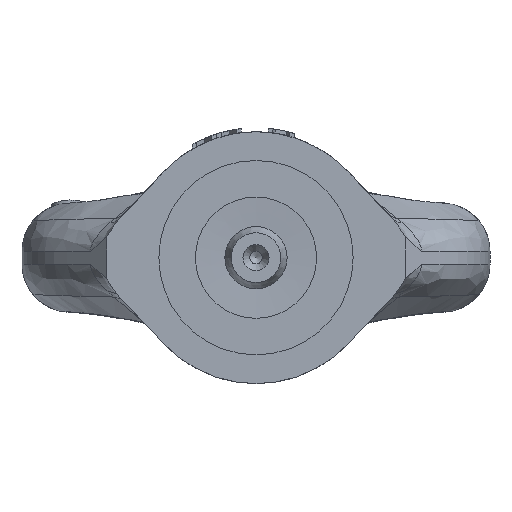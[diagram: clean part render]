
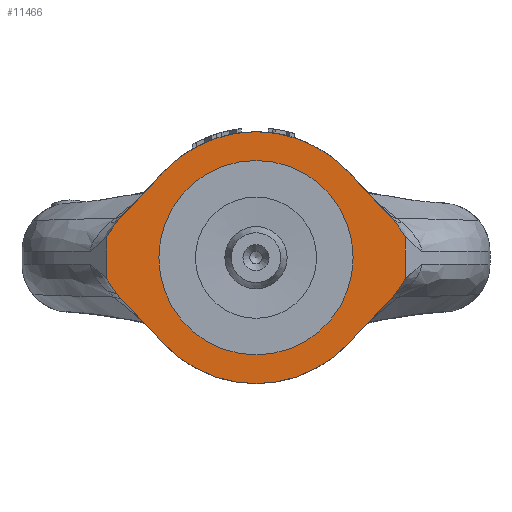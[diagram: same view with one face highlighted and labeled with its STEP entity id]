
A CAD part, front view. The second image highlights one B-rep face of the part: STEP entity #11466.
In plain terms, the highlighted planar face has unit normal (0, -1, 0).
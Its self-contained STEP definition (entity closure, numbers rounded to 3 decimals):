
#565=LINE('',#22585,#1132);
#571=LINE('',#22858,#1138);
#573=LINE('',#24542,#1140);
#574=LINE('',#24543,#1141);
#575=LINE('',#24544,#1142);
#581=LINE('',#25602,#1148);
#583=LINE('',#25844,#1150);
#587=LINE('',#27542,#1154);
#588=LINE('',#27543,#1155);
#589=LINE('',#27544,#1156);
#1132=VECTOR('',#13739,10.);
#1138=VECTOR('',#13751,10.);
#1140=VECTOR('',#13801,10.);
#1141=VECTOR('',#13802,10.);
#1142=VECTOR('',#13803,10.);
#1148=VECTOR('',#13847,10.);
#1150=VECTOR('',#13855,10.);
#1154=VECTOR('',#13907,10.);
#1155=VECTOR('',#13908,10.);
#1156=VECTOR('',#13909,10.);
#1538=PLANE('',#12290);
#1708=FACE_BOUND('',#2907,.T.);
#2192=FACE_OUTER_BOUND('',#2906,.T.);
#2906=EDGE_LOOP('',(#9441,#9442,#9443,#9444,#9445,#9446,#9447,#9448,#9449,
#9450,#9451,#9452,#9453,#9454,#9455,#9456,#9457,#9458,#9459,#9460));
#2907=EDGE_LOOP('',(#9461));
#3347=CIRCLE('',#12191,12.5);
#3356=CIRCLE('',#12209,6.15);
#3359=CIRCLE('',#12215,6.15);
#3386=CIRCLE('',#12255,6.15);
#3389=CIRCLE('',#12261,6.15);
#3406=CIRCLE('',#12287,16.2);
#3407=CIRCLE('',#12289,16.2);
#3997=B_SPLINE_CURVE_WITH_KNOTS('',3,(#22159,#22160,#22161,#22162),
 .UNSPECIFIED.,.F.,.F.,(4,4),(0.,0.199),.UNSPECIFIED.);
#4010=B_SPLINE_CURVE_WITH_KNOTS('',3,(#22756,#22757,#22758,#22759,#22760,
#22761),.UNSPECIFIED.,.F.,.F.,(4,2,4),(0.822,0.919,
1.046),.UNSPECIFIED.);
#4067=B_SPLINE_CURVE_WITH_KNOTS('',3,(#25184,#25185,#25186,#25187),
 .UNSPECIFIED.,.F.,.F.,(4,4),(0.,0.199),.UNSPECIFIED.);
#4078=B_SPLINE_CURVE_WITH_KNOTS('',3,(#25756,#25757,#25758,#25759,#25760,
#25761),.UNSPECIFIED.,.F.,.F.,(4,2,4),(0.822,0.919,
1.046),.UNSPECIFIED.);
#4860=VERTEX_POINT('',#21780);
#4883=VERTEX_POINT('',#22149);
#4884=VERTEX_POINT('',#22158);
#4892=VERTEX_POINT('',#22580);
#4893=VERTEX_POINT('',#22584);
#4900=VERTEX_POINT('',#22754);
#4901=VERTEX_POINT('',#22755);
#4908=VERTEX_POINT('',#22855);
#4909=VERTEX_POINT('',#22857);
#4929=VERTEX_POINT('',#24540);
#4930=VERTEX_POINT('',#24541);
#4948=VERTEX_POINT('',#25149);
#4951=VERTEX_POINT('',#25176);
#4957=VERTEX_POINT('',#25580);
#4961=VERTEX_POINT('',#25600);
#4965=VERTEX_POINT('',#25754);
#4966=VERTEX_POINT('',#25755);
#4970=VERTEX_POINT('',#25841);
#4971=VERTEX_POINT('',#25843);
#4994=VERTEX_POINT('',#27540);
#4995=VERTEX_POINT('',#27541);
#6303=EDGE_CURVE('',#4860,#4860,#3347,.T.);
#6333=EDGE_CURVE('',#4884,#4883,#3997,.T.);
#6345=EDGE_CURVE('',#4884,#4892,#3356,.T.);
#6347=EDGE_CURVE('',#4892,#4893,#565,.T.);
#6355=EDGE_CURVE('',#4900,#4901,#4010,.F.);
#6366=EDGE_CURVE('',#4908,#4909,#571,.T.);
#6368=EDGE_CURVE('',#4909,#4900,#3359,.T.);
#6425=EDGE_CURVE('',#4929,#4930,#573,.T.);
#6426=EDGE_CURVE('',#4883,#4930,#574,.T.);
#6427=EDGE_CURVE('',#4901,#4929,#575,.F.);
#6458=EDGE_CURVE('',#4951,#4948,#4067,.T.);
#6468=EDGE_CURVE('',#4951,#4957,#3386,.T.);
#6473=EDGE_CURVE('',#4957,#4961,#581,.T.);
#6477=EDGE_CURVE('',#4965,#4966,#4078,.F.);
#6485=EDGE_CURVE('',#4971,#4970,#583,.T.);
#6490=EDGE_CURVE('',#4970,#4965,#3389,.T.);
#6547=EDGE_CURVE('',#4994,#4995,#587,.T.);
#6548=EDGE_CURVE('',#4966,#4994,#588,.F.);
#6549=EDGE_CURVE('',#4948,#4995,#589,.T.);
#6554=EDGE_CURVE('',#4908,#4971,#3406,.T.);
#6555=EDGE_CURVE('',#4961,#4893,#3407,.T.);
#9441=ORIENTED_EDGE('',*,*,#6554,.T.);
#9442=ORIENTED_EDGE('',*,*,#6485,.T.);
#9443=ORIENTED_EDGE('',*,*,#6490,.T.);
#9444=ORIENTED_EDGE('',*,*,#6477,.T.);
#9445=ORIENTED_EDGE('',*,*,#6548,.T.);
#9446=ORIENTED_EDGE('',*,*,#6547,.T.);
#9447=ORIENTED_EDGE('',*,*,#6549,.F.);
#9448=ORIENTED_EDGE('',*,*,#6458,.F.);
#9449=ORIENTED_EDGE('',*,*,#6468,.T.);
#9450=ORIENTED_EDGE('',*,*,#6473,.T.);
#9451=ORIENTED_EDGE('',*,*,#6555,.T.);
#9452=ORIENTED_EDGE('',*,*,#6347,.F.);
#9453=ORIENTED_EDGE('',*,*,#6345,.F.);
#9454=ORIENTED_EDGE('',*,*,#6333,.T.);
#9455=ORIENTED_EDGE('',*,*,#6426,.T.);
#9456=ORIENTED_EDGE('',*,*,#6425,.F.);
#9457=ORIENTED_EDGE('',*,*,#6427,.F.);
#9458=ORIENTED_EDGE('',*,*,#6355,.F.);
#9459=ORIENTED_EDGE('',*,*,#6368,.F.);
#9460=ORIENTED_EDGE('',*,*,#6366,.F.);
#9461=ORIENTED_EDGE('',*,*,#6303,.T.);
#11466=ADVANCED_FACE('',(#2192,#1708),#1538,.T.);
#12191=AXIS2_PLACEMENT_3D('',#21781,#13694,#13695);
#12209=AXIS2_PLACEMENT_3D('',#22581,#13734,#13735);
#12215=AXIS2_PLACEMENT_3D('',#22861,#13755,#13756);
#12255=AXIS2_PLACEMENT_3D('',#25582,#13841,#13842);
#12261=AXIS2_PLACEMENT_3D('',#25861,#13861,#13862);
#12287=AXIS2_PLACEMENT_3D('',#27820,#13916,#13917);
#12289=AXIS2_PLACEMENT_3D('',#27822,#13920,#13921);
#12290=AXIS2_PLACEMENT_3D('',#27823,#13922,#13923);
#13694=DIRECTION('center_axis',(0.,1.,0.));
#13695=DIRECTION('ref_axis',(-1.,0.,0.));
#13734=DIRECTION('center_axis',(0.,1.,0.));
#13735=DIRECTION('ref_axis',(1.,0.,0.));
#13739=DIRECTION('',(-0.688,0.,-0.725));
#13751=DIRECTION('',(0.688,0.,-0.725));
#13755=DIRECTION('center_axis',(0.,1.,0.));
#13756=DIRECTION('ref_axis',(-1.,0.,0.));
#13801=DIRECTION('',(0.,0.,-1.));
#13802=DIRECTION('',(0.,0.,1.));
#13803=DIRECTION('',(0.,0.,1.));
#13841=DIRECTION('center_axis',(0.,-1.,0.));
#13842=DIRECTION('ref_axis',(-1.,0.,0.));
#13847=DIRECTION('',(0.688,0.,-0.725));
#13855=DIRECTION('',(-0.688,0.,-0.725));
#13861=DIRECTION('center_axis',(0.,-1.,0.));
#13862=DIRECTION('ref_axis',(1.,0.,0.));
#13907=DIRECTION('',(0.,0.,-1.));
#13908=DIRECTION('',(0.,0.,1.));
#13909=DIRECTION('',(0.,0.,1.));
#13916=DIRECTION('center_axis',(0.,-1.,0.));
#13917=DIRECTION('ref_axis',(0.,0.,
1.));
#13920=DIRECTION('center_axis',(0.,-1.,0.));
#13921=DIRECTION('ref_axis',(0.,0.,
1.));
#13922=DIRECTION('center_axis',(0.,-1.,0.));
#13923=DIRECTION('ref_axis',(0.,0.,-1.));
#21780=CARTESIAN_POINT('',(12.5,-35.3,0.));
#21781=CARTESIAN_POINT('Origin',(0.,-35.3,0.));
#22149=CARTESIAN_POINT('',(19.2,-35.3,-2.741));
#22158=CARTESIAN_POINT('',(18.129,-35.3,-4.318));
#22159=CARTESIAN_POINT('Ctrl Pts',(18.129,-35.3,-4.318));
#22160=CARTESIAN_POINT('Ctrl Pts',(18.503,-35.3,-3.77));
#22161=CARTESIAN_POINT('Ctrl Pts',(18.889,-35.3,-3.257));
#22162=CARTESIAN_POINT('Ctrl Pts',(19.2,-35.3,-2.741));
#22580=CARTESIAN_POINT('',(17.51,-35.3,-5.084));
#22581=CARTESIAN_POINT('Origin',(13.05,-35.3,-0.85));
#22584=CARTESIAN_POINT('',(11.749,-35.3,-11.153));
#22585=CARTESIAN_POINT('',(17.51,-35.3,-5.084));
#22754=CARTESIAN_POINT('',(18.194,-35.3,4.22));
#22755=CARTESIAN_POINT('',(19.2,-35.3,2.712));
#22756=CARTESIAN_POINT('Ctrl Pts',(19.2,-35.3,2.712));
#22757=CARTESIAN_POINT('Ctrl Pts',(19.071,-35.3,2.925));
#22758=CARTESIAN_POINT('Ctrl Pts',(18.929,-35.3,3.139));
#22759=CARTESIAN_POINT('Ctrl Pts',(18.591,-35.3,3.635));
#22760=CARTESIAN_POINT('Ctrl Pts',(18.388,-35.3,3.925));
#22761=CARTESIAN_POINT('Ctrl Pts',(18.194,-35.3,4.22));
#22855=CARTESIAN_POINT('',(11.749,-35.3,11.153));
#22857=CARTESIAN_POINT('',(17.51,-35.3,5.084));
#22858=CARTESIAN_POINT('',(11.749,-35.3,11.153));
#22861=CARTESIAN_POINT('Origin',(13.05,-35.3,0.85));
#24540=CARTESIAN_POINT('',(19.2,-35.3,0.85));
#24541=CARTESIAN_POINT('',(19.2,-35.3,-0.85));
#24542=CARTESIAN_POINT('',(19.2,-35.3,0.));
#24543=CARTESIAN_POINT('',(19.2,-35.3,-2.741));
#24544=CARTESIAN_POINT('',(19.2,-35.3,0.85));
#25149=CARTESIAN_POINT('',(-19.2,-35.3,-2.741));
#25176=CARTESIAN_POINT('',(-18.129,-35.3,-4.318));
#25184=CARTESIAN_POINT('Ctrl Pts',(-18.129,-35.3,-4.318));
#25185=CARTESIAN_POINT('Ctrl Pts',(-18.503,-35.3,-3.77));
#25186=CARTESIAN_POINT('Ctrl Pts',(-18.889,-35.3,-3.257));
#25187=CARTESIAN_POINT('Ctrl Pts',(-19.2,-35.3,-2.741));
#25580=CARTESIAN_POINT('',(-17.51,-35.3,-5.084));
#25582=CARTESIAN_POINT('Origin',(-13.05,-35.3,-0.85));
#25600=CARTESIAN_POINT('',(-11.749,-35.3,-11.153));
#25602=CARTESIAN_POINT('',(-17.51,-35.3,-5.084));
#25754=CARTESIAN_POINT('',(-18.194,-35.3,4.22));
#25755=CARTESIAN_POINT('',(-19.2,-35.3,2.712));
#25756=CARTESIAN_POINT('Ctrl Pts',(-19.2,-35.3,2.712));
#25757=CARTESIAN_POINT('Ctrl Pts',(-19.071,-35.3,2.925));
#25758=CARTESIAN_POINT('Ctrl Pts',(-18.929,-35.3,3.139));
#25759=CARTESIAN_POINT('Ctrl Pts',(-18.591,-35.3,3.635));
#25760=CARTESIAN_POINT('Ctrl Pts',(-18.388,-35.3,3.925));
#25761=CARTESIAN_POINT('Ctrl Pts',(-18.194,-35.3,4.22));
#25841=CARTESIAN_POINT('',(-17.51,-35.3,5.084));
#25843=CARTESIAN_POINT('',(-11.749,-35.3,11.153));
#25844=CARTESIAN_POINT('',(-11.749,-35.3,11.153));
#25861=CARTESIAN_POINT('Origin',(-13.05,-35.3,0.85));
#27540=CARTESIAN_POINT('',(-19.2,-35.3,0.85));
#27541=CARTESIAN_POINT('',(-19.2,-35.3,-0.85));
#27542=CARTESIAN_POINT('',(-19.2,-35.3,0.));
#27543=CARTESIAN_POINT('',(-19.2,-35.3,0.85));
#27544=CARTESIAN_POINT('',(-19.2,-35.3,-2.741));
#27820=CARTESIAN_POINT('Origin',(0.,-35.3,0.));
#27822=CARTESIAN_POINT('Origin',(0.,-35.3,0.));
#27823=CARTESIAN_POINT('Origin',(-6.776,-35.3,0.));
